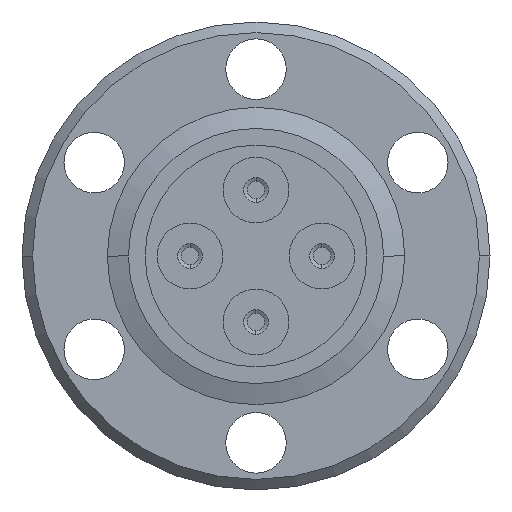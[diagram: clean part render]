
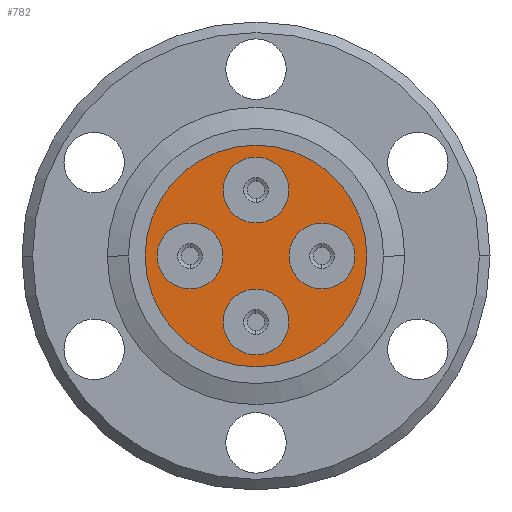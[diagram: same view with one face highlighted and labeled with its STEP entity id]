
A CAD part, front view. The second image highlights one B-rep face of the part: STEP entity #782.
In plain terms, the highlighted planar face has unit normal (0, -1, 0).
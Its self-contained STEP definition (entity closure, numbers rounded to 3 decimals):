
#38 = EDGE_CURVE ( 'NONE', #446, #3014, #2295, .T. ) ;
#95 = ORIENTED_EDGE ( 'NONE', *, *, #3425, .T. ) ;
#188 = AXIS2_PLACEMENT_3D ( 'NONE', #2853, #817, #3186 ) ;
#233 = DIRECTION ( 'NONE',  ( 0., 1., 0. ) ) ;
#239 = CIRCLE ( 'NONE', #2929, 2.375 ) ;
#247 = DIRECTION ( 'NONE',  ( 0., -1., 0. ) ) ;
#282 = EDGE_CURVE ( 'NONE', #875, #3984, #3403, .T. ) ;
#283 = DIRECTION ( 'NONE',  ( 0., 1., 0. ) ) ;
#323 = CIRCLE ( 'NONE', #3340, 8.725 ) ;
#415 = AXIS2_PLACEMENT_3D ( 'NONE', #2941, #908, #1246 ) ;
#426 = DIRECTION ( 'NONE',  ( 0., 1., 0. ) ) ;
#446 = VERTEX_POINT ( 'NONE', #4340 ) ;
#506 = CARTESIAN_POINT ( 'NONE',  ( -2.388, 20.574, 0. ) ) ;
#567 = CARTESIAN_POINT ( 'NONE',  ( -7.137, 20.574, 0. ) ) ;
#617 = CARTESIAN_POINT ( 'NONE',  ( 7.137, 20.574, 0. ) ) ;
#621 = FACE_BOUND ( 'NONE', #2895, .T. ) ;
#656 = ORIENTED_EDGE ( 'NONE', *, *, #282, .T. ) ;
#680 = ORIENTED_EDGE ( 'NONE', *, *, #2231, .T. ) ;
#681 = CARTESIAN_POINT ( 'NONE',  ( 0., 20.574, -2.388 ) ) ;
#719 = FACE_BOUND ( 'NONE', #1248, .T. ) ;
#782 = ADVANCED_FACE ( 'NONE', ( #1621, #4070, #719, #621, #4285 ), #1350, .T. ) ;
#817 = DIRECTION ( 'NONE',  ( 0., 1., 0. ) ) ;
#875 = VERTEX_POINT ( 'NONE', #2976 ) ;
#880 = EDGE_CURVE ( 'NONE', #2532, #4242, #3873, .T. ) ;
#908 = DIRECTION ( 'NONE',  ( 0., -1., 0. ) ) ;
#972 = EDGE_CURVE ( 'NONE', #3014, #446, #984, .T. ) ;
#984 = CIRCLE ( 'NONE', #3577, 2.375 ) ;
#991 = CARTESIAN_POINT ( 'NONE',  ( -4.763, 20.574, 0. ) ) ;
#1007 = VERTEX_POINT ( 'NONE', #681 ) ;
#1033 = CARTESIAN_POINT ( 'NONE',  ( 0., 20.574, 8.725 ) ) ;
#1198 = CARTESIAN_POINT ( 'NONE',  ( 0., 20.574, 0. ) ) ;
#1246 = DIRECTION ( 'NONE',  ( 0., 0., -1. ) ) ;
#1248 = EDGE_LOOP ( 'NONE', ( #95, #680 ) ) ;
#1264 = DIRECTION ( 'NONE',  ( 0., 1., 0. ) ) ;
#1322 = DIRECTION ( 'NONE',  ( 1., 0., 0. ) ) ;
#1350 = PLANE ( 'NONE',  #415 ) ;
#1394 = CARTESIAN_POINT ( 'NONE',  ( 4.763, 20.574, 0. ) ) ;
#1429 = ORIENTED_EDGE ( 'NONE', *, *, #2880, .T. ) ;
#1434 = VERTEX_POINT ( 'NONE', #567 ) ;
#1533 = DIRECTION ( 'NONE',  ( 0., 0., 1. ) ) ;
#1621 = FACE_OUTER_BOUND ( 'NONE', #4133, .T. ) ;
#1736 = DIRECTION ( 'NONE',  ( 1., 0., 0. ) ) ;
#1835 = EDGE_CURVE ( 'NONE', #3984, #875, #323, .T. ) ;
#1952 = ORIENTED_EDGE ( 'NONE', *, *, #1835, .T. ) ;
#2001 = CARTESIAN_POINT ( 'NONE',  ( 4.763, 20.574, 0. ) ) ;
#2003 = AXIS2_PLACEMENT_3D ( 'NONE', #2001, #4333, #2351 ) ;
#2052 = AXIS2_PLACEMENT_3D ( 'NONE', #3293, #1264, #3630 ) ;
#2116 = CIRCLE ( 'NONE', #2723, 2.375 ) ;
#2218 = EDGE_LOOP ( 'NONE', ( #2601, #3567 ) ) ;
#2231 = EDGE_CURVE ( 'NONE', #1007, #2788, #2116, .T. ) ;
#2244 = EDGE_CURVE ( 'NONE', #3045, #1434, #2909, .T. ) ;
#2250 = CARTESIAN_POINT ( 'NONE',  ( 0., 20.574, 4.763 ) ) ;
#2268 = CARTESIAN_POINT ( 'NONE',  ( 0., 20.574, 0. ) ) ;
#2295 = CIRCLE ( 'NONE', #2052, 2.375 ) ;
#2316 = CARTESIAN_POINT ( 'NONE',  ( 0., 20.574, -4.763 ) ) ;
#2351 = DIRECTION ( 'NONE',  ( 1., 0., 0. ) ) ;
#2353 = ORIENTED_EDGE ( 'NONE', *, *, #880, .T. ) ;
#2452 = AXIS2_PLACEMENT_3D ( 'NONE', #1394, #3752, #1736 ) ;
#2459 = CARTESIAN_POINT ( 'NONE',  ( -4.763, 20.574, 0. ) ) ;
#2506 = CARTESIAN_POINT ( 'NONE',  ( 0., 20.574, 2.388 ) ) ;
#2532 = VERTEX_POINT ( 'NONE', #617 ) ;
#2537 = CARTESIAN_POINT ( 'NONE',  ( 2.388, 20.574, 0. ) ) ;
#2597 = DIRECTION ( 'NONE',  ( 0., 0., -1. ) ) ;
#2601 = ORIENTED_EDGE ( 'NONE', *, *, #972, .T. ) ;
#2616 = DIRECTION ( 'NONE',  ( 0., 0., 1. ) ) ;
#2654 = DIRECTION ( 'NONE',  ( 0., 0., -1. ) ) ;
#2723 = AXIS2_PLACEMENT_3D ( 'NONE', #2316, #283, #2654 ) ;
#2788 = VERTEX_POINT ( 'NONE', #3574 ) ;
#2796 = DIRECTION ( 'NONE',  ( 1., 0., 0. ) ) ;
#2853 = CARTESIAN_POINT ( 'NONE',  ( 0., 20.574, -4.763 ) ) ;
#2880 = EDGE_CURVE ( 'NONE', #1434, #3045, #239, .T. ) ;
#2895 = EDGE_LOOP ( 'NONE', ( #3334, #1429 ) ) ;
#2909 = CIRCLE ( 'NONE', #2951, 2.375 ) ;
#2929 = AXIS2_PLACEMENT_3D ( 'NONE', #2459, #426, #2796 ) ;
#2941 = CARTESIAN_POINT ( 'NONE',  ( 0., 20.574, 0. ) ) ;
#2951 = AXIS2_PLACEMENT_3D ( 'NONE', #991, #3345, #1322 ) ;
#2976 = CARTESIAN_POINT ( 'NONE',  ( 0., 20.574, -8.725 ) ) ;
#3014 = VERTEX_POINT ( 'NONE', #2506 ) ;
#3045 = VERTEX_POINT ( 'NONE', #506 ) ;
#3160 = AXIS2_PLACEMENT_3D ( 'NONE', #1198, #3555, #1533 ) ;
#3166 = EDGE_LOOP ( 'NONE', ( #2353, #4347 ) ) ;
#3186 = DIRECTION ( 'NONE',  ( 0., 0., -1. ) ) ;
#3293 = CARTESIAN_POINT ( 'NONE',  ( 0., 20.574, 4.763 ) ) ;
#3334 = ORIENTED_EDGE ( 'NONE', *, *, #2244, .T. ) ;
#3340 = AXIS2_PLACEMENT_3D ( 'NONE', #2268, #247, #2616 ) ;
#3345 = DIRECTION ( 'NONE',  ( 0., 1., 0. ) ) ;
#3403 = CIRCLE ( 'NONE', #3160, 8.725 ) ;
#3425 = EDGE_CURVE ( 'NONE', #2788, #1007, #4011, .T. ) ;
#3503 = EDGE_CURVE ( 'NONE', #4242, #2532, #3847, .T. ) ;
#3555 = DIRECTION ( 'NONE',  ( 0., -1., 0. ) ) ;
#3567 = ORIENTED_EDGE ( 'NONE', *, *, #38, .T. ) ;
#3574 = CARTESIAN_POINT ( 'NONE',  ( 0., 20.574, -7.137 ) ) ;
#3577 = AXIS2_PLACEMENT_3D ( 'NONE', #2250, #233, #2597 ) ;
#3630 = DIRECTION ( 'NONE',  ( 0., 0., -1. ) ) ;
#3752 = DIRECTION ( 'NONE',  ( 0., 1., 0. ) ) ;
#3847 = CIRCLE ( 'NONE', #2452, 2.375 ) ;
#3873 = CIRCLE ( 'NONE', #2003, 2.375 ) ;
#3984 = VERTEX_POINT ( 'NONE', #1033 ) ;
#4011 = CIRCLE ( 'NONE', #188, 2.375 ) ;
#4070 = FACE_BOUND ( 'NONE', #3166, .T. ) ;
#4133 = EDGE_LOOP ( 'NONE', ( #1952, #656 ) ) ;
#4242 = VERTEX_POINT ( 'NONE', #2537 ) ;
#4285 = FACE_BOUND ( 'NONE', #2218, .T. ) ;
#4333 = DIRECTION ( 'NONE',  ( 0., 1., 0. ) ) ;
#4340 = CARTESIAN_POINT ( 'NONE',  ( 0., 20.574, 7.137 ) ) ;
#4347 = ORIENTED_EDGE ( 'NONE', *, *, #3503, .T. ) ;
